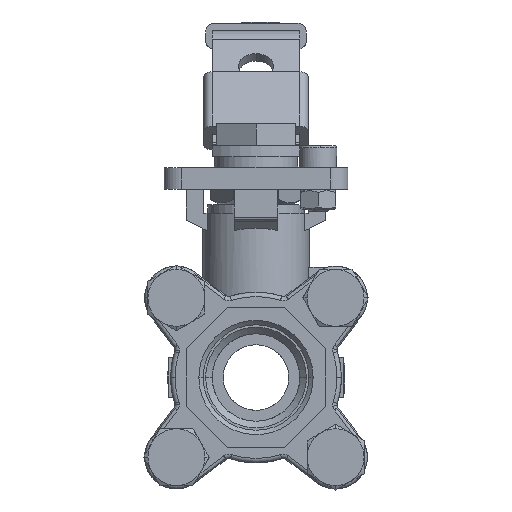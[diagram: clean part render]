
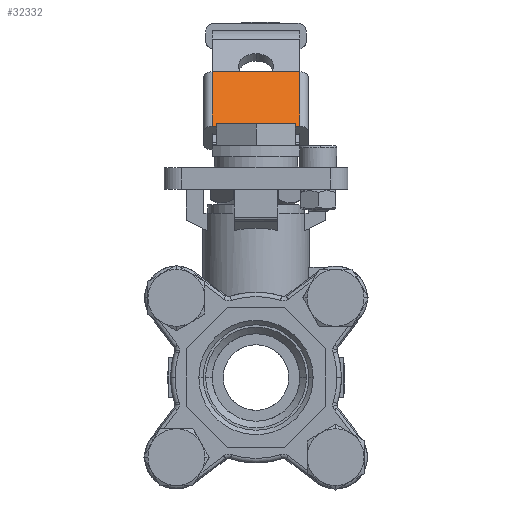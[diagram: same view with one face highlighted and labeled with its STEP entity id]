
A CAD part, left-side view. The second image highlights one B-rep face of the part: STEP entity #32332.
In plain terms, the highlighted planar face has unit normal (-0.729, 0, 0.684).
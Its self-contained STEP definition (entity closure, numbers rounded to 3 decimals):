
#31979=CARTESIAN_POINT('',(16.937,-10.,57.484));
#31980=VERTEX_POINT('',#31979);
#31988=CARTESIAN_POINT('',(16.937,10.,57.484));
#31989=VERTEX_POINT('',#31988);
#31990=CARTESIAN_POINT('',(16.937,-10.,57.484));
#31991=DIRECTION('',(-0.,1.,-0.));
#31992=VECTOR('',#31991,20.);
#31993=LINE('',#31990,#31992);
#31994=EDGE_CURVE('',#31980,#31989,#31993,.T.);
#32175=CARTESIAN_POINT('',(28.571,-10.,69.88));
#32176=VERTEX_POINT('',#32175);
#32184=CARTESIAN_POINT('',(28.571,-10.,69.88));
#32185=DIRECTION('',(-0.684,-0.,-0.729));
#32186=VECTOR('',#32185,17.);
#32187=LINE('',#32184,#32186);
#32188=EDGE_CURVE('',#32176,#31980,#32187,.T.);
#32296=CARTESIAN_POINT('',(28.571,10.,69.88));
#32297=VERTEX_POINT('',#32296);
#32307=CARTESIAN_POINT('',(28.571,10.,69.88));
#32308=DIRECTION('',(-0.684,-0.,-0.729));
#32309=VECTOR('',#32308,17.);
#32310=LINE('',#32307,#32309);
#32311=EDGE_CURVE('',#32297,#31989,#32310,.T.);
#32316=CARTESIAN_POINT('',(28.571,-10.,69.88));
#32317=DIRECTION('',(-0.729,-0.,0.684));
#32318=DIRECTION('',(-0.,1.,-0.));
#32319=AXIS2_PLACEMENT_3D('',#32316,#32317,#32318);
#32320=PLANE('',#32319);
#32321=CARTESIAN_POINT('',(28.571,-10.,69.88));
#32322=DIRECTION('',(-0.,1.,-0.));
#32323=VECTOR('',#32322,20.);
#32324=LINE('',#32321,#32323);
#32325=EDGE_CURVE('',#32176,#32297,#32324,.T.);
#32326=ORIENTED_EDGE('',*,*,#32325,.T.);
#32327=ORIENTED_EDGE('',*,*,#32311,.T.);
#32328=ORIENTED_EDGE('',*,*,#31994,.F.);
#32329=ORIENTED_EDGE('',*,*,#32188,.F.);
#32330=EDGE_LOOP('',(#32326,#32327,#32328,#32329));
#32331=FACE_BOUND('',#32330,.T.);
#32332=ADVANCED_FACE('',(#32331),#32320,.T.);
